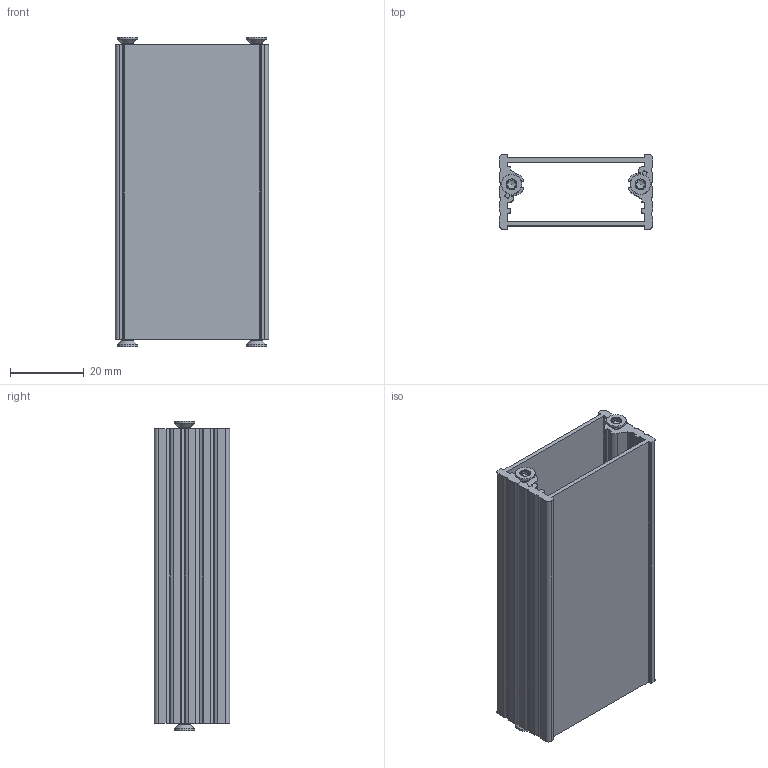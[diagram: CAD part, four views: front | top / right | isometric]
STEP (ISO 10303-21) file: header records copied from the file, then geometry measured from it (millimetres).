
FILE_DESCRIPTION(/* description */ (''),/* implementation_level */ '2;1');
FILE_NAME(/* name */ '97142080_F420-80.stp',/* time_stamp */ '2019-04-07T08:08:52+02:00',/* author */ ('kotzmaier'),/* organization */ (''),/* preprocessor_version */ 'ST-DEVELOPER v16.13',/* originating_system */ 'Autodesk Inventor 2018',/* authorisation */ '');
FILE_SCHEMA (('AUTOMOTIVE_DESIGN { 1 0 10303 214 3 1 1 }'));
Length unit declared in the file: millimetre
Products named in the file (4): 97142080_F420-80; FPH-412-80; FPH-408-80; EJOT ALtracs Plus Schraube WN5154 AP 30x9_6 H�llgeometrie
Assembly tree (6 placements, depth 2):
  97142080_F420-80
    FPH-412-80
    FPH-408-80
    EJOT ALtracs Plus Schraube WN5154 AP 30x9_6 H�llgeometrie  x4
Bounding box: 41.6 x 20.4 x 84 mm (x, y, z)
Volume: 17463.1 mm3; surface area: 24230.6 mm2
Topology: 6 solids, 6 shells, 380 faces, 1080 edges, 712 vertices
Faces by surface type: bspline 124, cylinder 114, plane 106, cone 28, torus 8
Full cylindrical faces by diameter (mm): 2.68 x4
Entity records: 12717 total; most frequent: CARTESIAN_POINT 6216, ORIENTED_EDGE 1374, DIRECTION 1307, EDGE_CURVE 687, VERTEX_POINT 459, AXIS2_PLACEMENT_3D 452, LINE 403, VECTOR 403
